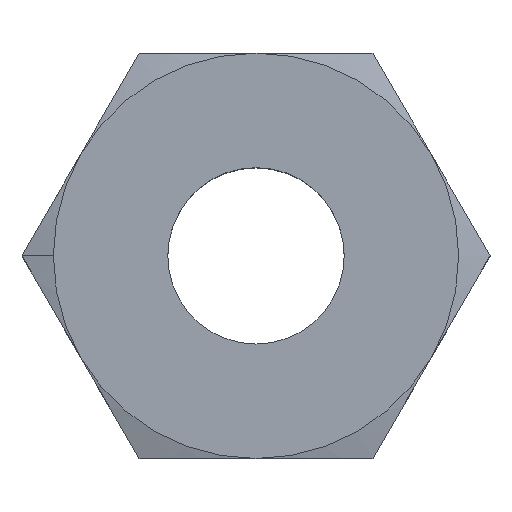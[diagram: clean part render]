
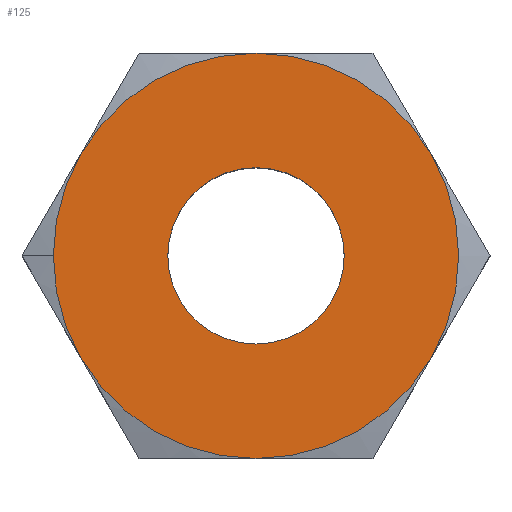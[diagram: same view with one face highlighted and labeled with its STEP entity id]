
A CAD part, top view. The second image highlights one B-rep face of the part: STEP entity #125.
In plain terms, the highlighted planar face has unit normal (0, 0, 1).
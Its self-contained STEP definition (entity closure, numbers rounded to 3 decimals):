
#3 = PLANE ( 'NONE',  #726 ) ;
#6 = ORIENTED_EDGE ( 'NONE', *, *, #318, .T. ) ;
#16 = DIRECTION ( 'NONE',  ( 0., 0., 1. ) ) ;
#22 = AXIS2_PLACEMENT_3D ( 'NONE', #628, #342, #743 ) ;
#23 = CARTESIAN_POINT ( 'NONE',  ( -0.84, 0., 0.84 ) ) ;
#67 = FACE_OUTER_BOUND ( 'NONE', #181, .T. ) ;
#73 = CARTESIAN_POINT ( 'NONE',  ( 1.672, -0.965, 0.84 ) ) ;
#86 = FACE_BOUND ( 'NONE', #249, .T. ) ;
#88 = CIRCLE ( 'NONE', #584, 1.93 ) ;
#89 = ORIENTED_EDGE ( 'NONE', *, *, #659, .T. ) ;
#92 = DIRECTION ( 'NONE',  ( 1., 0., 0. ) ) ;
#100 = CIRCLE ( 'NONE', #256, 1.93 ) ;
#107 = AXIS2_PLACEMENT_3D ( 'NONE', #433, #727, #92 ) ;
#113 = VERTEX_POINT ( 'NONE', #189 ) ;
#125 = ADVANCED_FACE ( 'NONE', ( #86, #67 ), #3, .T. ) ;
#126 = CIRCLE ( 'NONE', #382, 1.93 ) ;
#133 = CARTESIAN_POINT ( 'NONE',  ( -1.93, 0., 0.84 ) ) ;
#136 = ORIENTED_EDGE ( 'NONE', *, *, #738, .T. ) ;
#143 = CARTESIAN_POINT ( 'NONE',  ( 0.84, 0., 0.84 ) ) ;
#151 = CARTESIAN_POINT ( 'NONE',  ( 0., 0., 0.84 ) ) ;
#164 = DIRECTION ( 'NONE',  ( 0., 0., 1. ) ) ;
#181 = EDGE_LOOP ( 'NONE', ( #89, #6, #679, #487, #426, #347, #136 ) ) ;
#182 = DIRECTION ( 'NONE',  ( 1., 0., 0. ) ) ;
#189 = CARTESIAN_POINT ( 'NONE',  ( 0., -1.93, 0.84 ) ) ;
#201 = EDGE_CURVE ( 'NONE', #292, #705, #630, .T. ) ;
#219 = CARTESIAN_POINT ( 'NONE',  ( 0., 0., 0.84 ) ) ;
#221 = DIRECTION ( 'NONE',  ( 1., 0., 0. ) ) ;
#228 = CARTESIAN_POINT ( 'NONE',  ( 0., 1.93, 0.84 ) ) ;
#249 = EDGE_LOOP ( 'NONE', ( #394, #708 ) ) ;
#251 = CARTESIAN_POINT ( 'NONE',  ( 0., 0., 0.84 ) ) ;
#256 = AXIS2_PLACEMENT_3D ( 'NONE', #698, #583, #293 ) ;
#263 = AXIS2_PLACEMENT_3D ( 'NONE', #725, #16, #265 ) ;
#265 = DIRECTION ( 'NONE',  ( 1., 0., 0. ) ) ;
#271 = CIRCLE ( 'NONE', #511, 0.84 ) ;
#275 = DIRECTION ( 'NONE',  ( 1., 0., 0. ) ) ;
#292 = VERTEX_POINT ( 'NONE', #143 ) ;
#293 = DIRECTION ( 'NONE',  ( 1., 0., 0. ) ) ;
#294 = EDGE_CURVE ( 'NONE', #621, #468, #126, .T. ) ;
#318 = EDGE_CURVE ( 'NONE', #328, #468, #612, .T. ) ;
#327 = DIRECTION ( 'NONE',  ( 0., 0., 1. ) ) ;
#328 = VERTEX_POINT ( 'NONE', #374 ) ;
#341 = CIRCLE ( 'NONE', #22, 1.93 ) ;
#342 = DIRECTION ( 'NONE',  ( 0., 0., 1. ) ) ;
#347 = ORIENTED_EDGE ( 'NONE', *, *, #363, .T. ) ;
#348 = CIRCLE ( 'NONE', #567, 1.93 ) ;
#358 = VERTEX_POINT ( 'NONE', #629 ) ;
#363 = EDGE_CURVE ( 'NONE', #358, #113, #88, .T. ) ;
#374 = CARTESIAN_POINT ( 'NONE',  ( 1.672, 0.965, 0.84 ) ) ;
#382 = AXIS2_PLACEMENT_3D ( 'NONE', #440, #495, #384 ) ;
#384 = DIRECTION ( 'NONE',  ( -1., 0., 0. ) ) ;
#394 = ORIENTED_EDGE ( 'NONE', *, *, #201, .F. ) ;
#395 = CARTESIAN_POINT ( 'NONE',  ( 0., 0., 0.84 ) ) ;
#397 = EDGE_CURVE ( 'NONE', #705, #292, #271, .T. ) ;
#426 = ORIENTED_EDGE ( 'NONE', *, *, #703, .T. ) ;
#433 = CARTESIAN_POINT ( 'NONE',  ( 0., 0., 0.84 ) ) ;
#434 = EDGE_CURVE ( 'NONE', #621, #604, #100, .T. ) ;
#440 = CARTESIAN_POINT ( 'NONE',  ( 0., 0., 0.84 ) ) ;
#443 = CARTESIAN_POINT ( 'NONE',  ( 0., 0., 0.84 ) ) ;
#466 = AXIS2_PLACEMENT_3D ( 'NONE', #443, #327, #733 ) ;
#468 = VERTEX_POINT ( 'NONE', #228 ) ;
#487 = ORIENTED_EDGE ( 'NONE', *, *, #434, .T. ) ;
#495 = DIRECTION ( 'NONE',  ( 0., 0., -1. ) ) ;
#498 = DIRECTION ( 'NONE',  ( 0., 0., 1. ) ) ;
#511 = AXIS2_PLACEMENT_3D ( 'NONE', #395, #519, #221 ) ;
#519 = DIRECTION ( 'NONE',  ( 0., 0., 1. ) ) ;
#537 = DIRECTION ( 'NONE',  ( 0., 0., 1. ) ) ;
#556 = DIRECTION ( 'NONE',  ( 1., 0., 0. ) ) ;
#567 = AXIS2_PLACEMENT_3D ( 'NONE', #151, #498, #556 ) ;
#583 = DIRECTION ( 'NONE',  ( 0., 0., 1. ) ) ;
#584 = AXIS2_PLACEMENT_3D ( 'NONE', #219, #164, #275 ) ;
#599 = CIRCLE ( 'NONE', #107, 1.93 ) ;
#604 = VERTEX_POINT ( 'NONE', #133 ) ;
#612 = CIRCLE ( 'NONE', #466, 1.93 ) ;
#621 = VERTEX_POINT ( 'NONE', #723 ) ;
#628 = CARTESIAN_POINT ( 'NONE',  ( 0., 0., 0.84 ) ) ;
#629 = CARTESIAN_POINT ( 'NONE',  ( -1.672, -0.965, 0.84 ) ) ;
#630 = CIRCLE ( 'NONE', #263, 0.84 ) ;
#645 = VERTEX_POINT ( 'NONE', #73 ) ;
#659 = EDGE_CURVE ( 'NONE', #645, #328, #348, .T. ) ;
#679 = ORIENTED_EDGE ( 'NONE', *, *, #294, .F. ) ;
#698 = CARTESIAN_POINT ( 'NONE',  ( 0., 0., 0.84 ) ) ;
#703 = EDGE_CURVE ( 'NONE', #604, #358, #599, .T. ) ;
#705 = VERTEX_POINT ( 'NONE', #23 ) ;
#708 = ORIENTED_EDGE ( 'NONE', *, *, #397, .F. ) ;
#723 = CARTESIAN_POINT ( 'NONE',  ( -1.672, 0.965, 0.84 ) ) ;
#725 = CARTESIAN_POINT ( 'NONE',  ( 0., 0., 0.84 ) ) ;
#726 = AXIS2_PLACEMENT_3D ( 'NONE', #251, #537, #182 ) ;
#727 = DIRECTION ( 'NONE',  ( 0., 0., 1. ) ) ;
#733 = DIRECTION ( 'NONE',  ( 1., 0., 0. ) ) ;
#738 = EDGE_CURVE ( 'NONE', #113, #645, #341, .T. ) ;
#743 = DIRECTION ( 'NONE',  ( 1., 0., 0. ) ) ;
